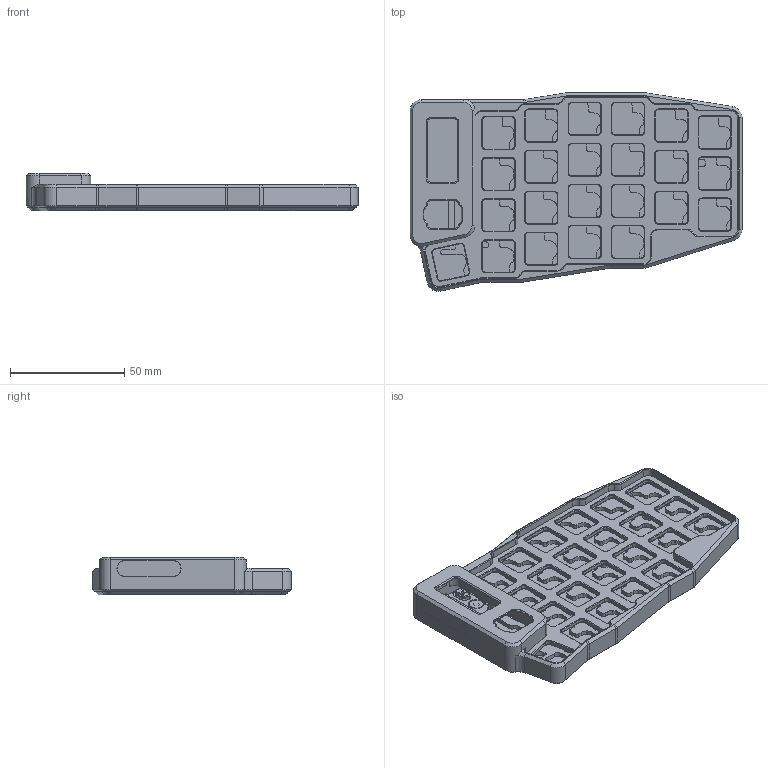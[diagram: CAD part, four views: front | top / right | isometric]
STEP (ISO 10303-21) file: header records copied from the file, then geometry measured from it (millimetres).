
FILE_DESCRIPTION(('HOOPS Exchange Step'),'2;1');
FILE_NAME('temp_export','2023-11-21T14:50:22+10:30',('mobile'),('Shapr3D Limited'),'HOOPS Exchange 2023.2','Shapr3D','Authorized');
FILE_SCHEMA( ('AUTOMOTIVE_DESIGN { 1 0 10303 214 1 1 1 1 }') );
Length unit declared in the file: millimetre
Products named in the file (1): root
Bounding box: 145.46 x 87.02 x 16.5 mm (x, y, z)
Volume: 47843.5 mm3; surface area: 77734.1 mm2
Topology: 9 solids, 10 shells, 2265 faces, 6196 edges, 4020 vertices
Faces by surface type: plane 1091, cylinder 902, cone 206, bspline 66
Full cylindrical faces by diameter (mm): 1.65 x6, 2.1 x5, 2.5 x2, 3.1 x1, 4 x5, 4.15 x4, 5 x10, 5.3 x3, 6.1 x1, 6.9 x1, 8.1 x4
Entity records: 74285 total; most frequent: CARTESIAN_POINT 15181, DIRECTION 12524, ORIENTED_EDGE 12392, EDGE_CURVE 6196, AXIS2_PLACEMENT_3D 4290, VERTEX_POINT 4020, VECTOR 3944, LINE 3944
